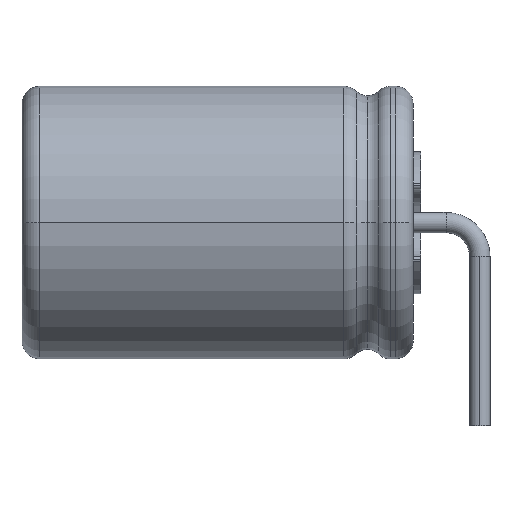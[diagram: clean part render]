
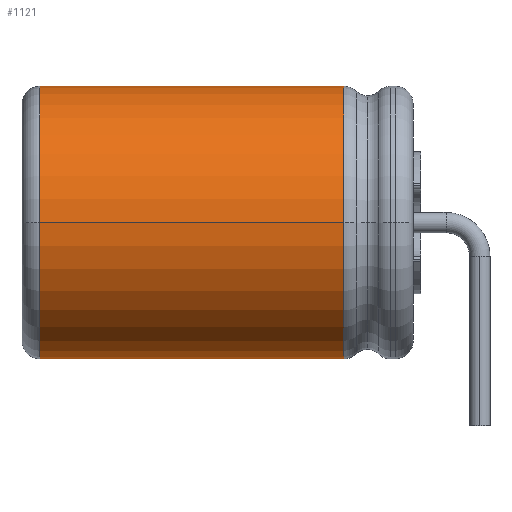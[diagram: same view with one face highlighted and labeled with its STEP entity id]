
A CAD part, left-side view. The second image highlights one B-rep face of the part: STEP entity #1121.
In plain terms, the highlighted cylindrical face has radius 4.025 mm (diameter 8.051 mm), a partial arc.
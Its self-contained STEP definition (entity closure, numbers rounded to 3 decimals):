
#1114 = EDGE_CURVE ( 'NONE', #1138, #1115, #4703, .T. ) ;
#1115 = VERTEX_POINT ( 'NONE', #4699 ) ;
#1121 = ADVANCED_FACE ( 'NONE', ( #4687 ), #4736, .T. ) ;
#1122 = EDGE_LOOP ( 'NONE', ( #1123, #1172, #1174, #1175 ) ) ;
#1123 = ORIENTED_EDGE ( 'NONE', *, *, #1124, .T. ) ;
#1124 = EDGE_CURVE ( 'NONE', #1125, #1171, #4735, .T. ) ;
#1125 = VERTEX_POINT ( 'NONE', #4726 ) ;
#1138 = VERTEX_POINT ( 'NONE', #4781 ) ;
#1171 = VERTEX_POINT ( 'NONE', #4846 ) ;
#1172 = ORIENTED_EDGE ( 'NONE', *, *, #1173, .F. ) ;
#1173 = EDGE_CURVE ( 'NONE', #1115, #1171, #4897, .T. ) ;
#1174 = ORIENTED_EDGE ( 'NONE', *, *, #1114, .F. ) ;
#1175 = ORIENTED_EDGE ( 'NONE', *, *, #1176, .F. ) ;
#1176 = EDGE_CURVE ( 'NONE', #1125, #1138, #4893, .T. ) ;
#4687 = FACE_OUTER_BOUND ( 'NONE', #1122, .T. ) ;
#4699 = CARTESIAN_POINT ( 'NONE',  ( 0., 2.52, -4.025 ) ) ;
#4700 = DIRECTION ( 'NONE',  ( 1., 0., 0. ) ) ;
#4701 = DIRECTION ( 'NONE',  ( 0., -1., 0. ) ) ;
#4702 = AXIS2_PLACEMENT_3D ( 'NONE', #4708, #4701, #4700 ) ;
#4703 = CIRCLE ( 'NONE', #4702, 4.025 ) ;
#4708 = CARTESIAN_POINT ( 'NONE',  ( 0., 2.52, 0. ) ) ;
#4726 = CARTESIAN_POINT ( 'NONE',  ( 0., 11.5, 4.025 ) ) ;
#4727 = DIRECTION ( 'NONE',  ( 1., 0., 0. ) ) ;
#4728 = DIRECTION ( 'NONE',  ( 0., -1., 0. ) ) ;
#4729 = CARTESIAN_POINT ( 'NONE',  ( 0., 11.5, 0. ) ) ;
#4730 = AXIS2_PLACEMENT_3D ( 'NONE', #4729, #4728, #4727 ) ;
#4731 = DIRECTION ( 'NONE',  ( 1., 0., 0. ) ) ;
#4732 = DIRECTION ( 'NONE',  ( 0., 1., 0. ) ) ;
#4733 = CARTESIAN_POINT ( 'NONE',  ( 0., 12.922, 0. ) ) ;
#4734 = AXIS2_PLACEMENT_3D ( 'NONE', #4733, #4732, #4731 ) ;
#4735 = CIRCLE ( 'NONE', #4730, 4.025 ) ;
#4736 = CYLINDRICAL_SURFACE ( 'NONE', #4734, 4.025 ) ;
#4781 = CARTESIAN_POINT ( 'NONE',  ( 0., 2.52, 4.025 ) ) ;
#4846 = CARTESIAN_POINT ( 'NONE',  ( 0., 11.5, -4.025 ) ) ;
#4889 = DIRECTION ( 'NONE',  ( 0., -1., 0. ) ) ;
#4890 = VECTOR ( 'NONE', #4889, 1000. ) ;
#4891 = CARTESIAN_POINT ( 'NONE',  ( 0., 12.922, 4.025 ) ) ;
#4893 = LINE ( 'NONE', #4891, #4890 ) ;
#4894 = DIRECTION ( 'NONE',  ( 0., 1., 0. ) ) ;
#4895 = VECTOR ( 'NONE', #4894, 1000. ) ;
#4896 = CARTESIAN_POINT ( 'NONE',  ( 0., 12.922, -4.025 ) ) ;
#4897 = LINE ( 'NONE', #4896, #4895 ) ;
